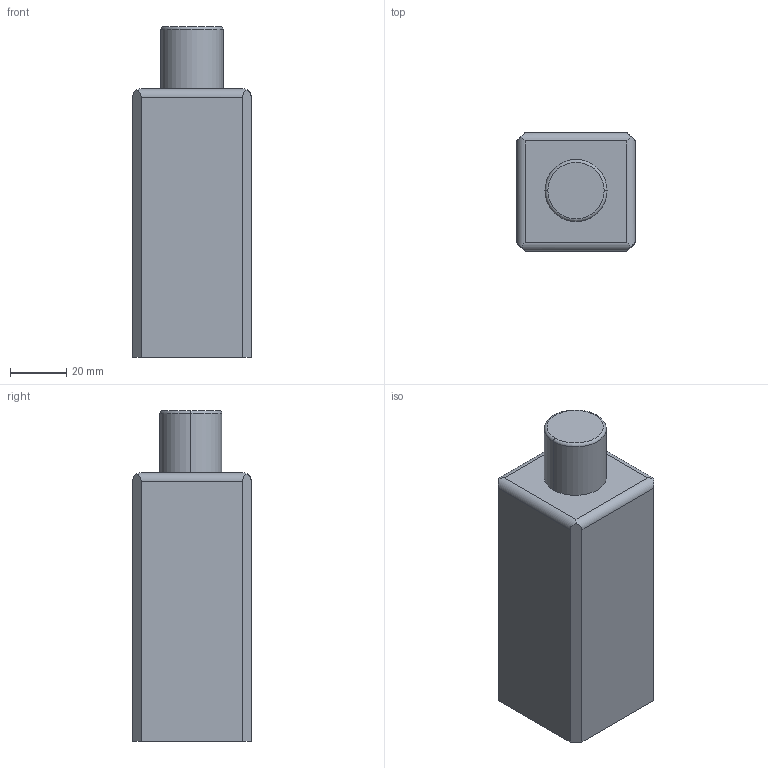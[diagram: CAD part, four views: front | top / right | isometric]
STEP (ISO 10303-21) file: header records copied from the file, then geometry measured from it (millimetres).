
FILE_DESCRIPTION (( 'STEP AP203' ), '1' );
FILE_NAME ('W0003510-18-stepper motor.STEP', '2024-05-27T12:23:10', ( '' ), ( '' ), 'SwSTEP 2.0', 'SolidWorks 2024', '' );
FILE_SCHEMA (( 'CONFIG_CONTROL_DESIGN' ));
Length unit declared in the file: millimetre
Products named in the file (1): W0003510-18-stepper motor
Bounding box: 42 x 42 x 117.2 mm (x, y, z)
Volume: 164304 mm3; surface area: 22247.6 mm2
Topology: 1 solids, 1 shells, 27 faces, 64 edges, 42 vertices
Faces by surface type: plane 17, cylinder 8, torus 2
Entity records: 849 total; most frequent: CARTESIAN_POINT 170, ORIENTED_EDGE 128, DIRECTION 120, EDGE_CURVE 64, VERTEX_POINT 42, AXIS2_PLACEMENT_3D 40, LINE 40, VECTOR 40
